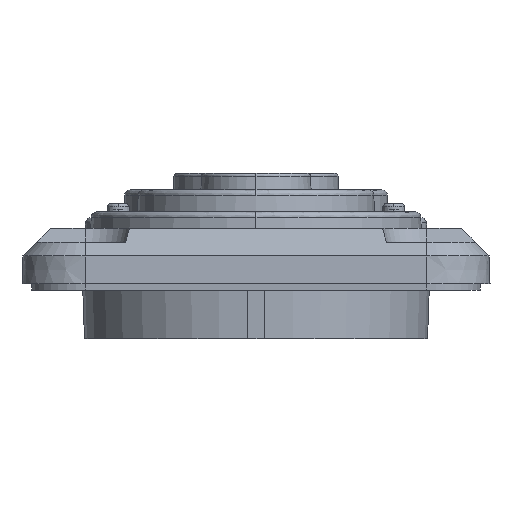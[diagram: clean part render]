
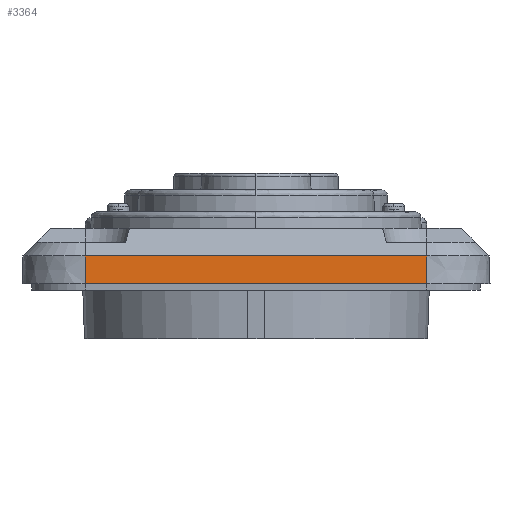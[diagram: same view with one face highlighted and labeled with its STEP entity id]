
A CAD part, left-side view. The second image highlights one B-rep face of the part: STEP entity #3364.
In plain terms, the highlighted planar face has unit normal (-0.999, 0, 0.035).
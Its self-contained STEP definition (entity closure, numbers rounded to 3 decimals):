
#628 = CARTESIAN_POINT ( 'NONE',  ( 14.538, 290.849, 0. ) ) ;
#656 = ORIENTED_EDGE ( 'NONE', *, *, #8781, .T. ) ;
#834 = DIRECTION ( 'NONE',  ( 0., -1., 0. ) ) ;
#915 = LINE ( 'NONE', #628, #2693 ) ;
#1397 = VERTEX_POINT ( 'NONE', #1703 ) ;
#1703 = CARTESIAN_POINT ( 'NONE',  ( 14.538, 290.849, 0. ) ) ;
#1867 = PLANE ( 'NONE',  #6919 ) ;
#2064 = CARTESIAN_POINT ( 'NONE',  ( 14.538, 228.849, 0. ) ) ;
#2244 = CARTESIAN_POINT ( 'NONE',  ( 14.713, 290.849, 5.003 ) ) ;
#2295 = LINE ( 'NONE', #2712, #3588 ) ;
#2693 = VECTOR ( 'NONE', #9764, 1000. ) ;
#2712 = CARTESIAN_POINT ( 'NONE',  ( 14.538, 228.849, 0. ) ) ;
#2902 = FACE_OUTER_BOUND ( 'NONE', #5524, .T. ) ;
#3183 = EDGE_CURVE ( 'NONE', #6522, #1397, #915, .T. ) ;
#3284 = EDGE_CURVE ( 'NONE', #6522, #6372, #7182, .T. ) ;
#3364 = ADVANCED_FACE ( 'NONE', ( #2902 ), #1867, .T. ) ;
#3375 = VECTOR ( 'NONE', #6042, 1000. ) ;
#3383 = VECTOR ( 'NONE', #834, 1000. ) ;
#3588 = VECTOR ( 'NONE', #8005, 1000. ) ;
#4806 = CARTESIAN_POINT ( 'NONE',  ( 14.538, 228.849, 0. ) ) ;
#5283 = EDGE_CURVE ( 'NONE', #1397, #6656, #8002, .T. ) ;
#5523 = ORIENTED_EDGE ( 'NONE', *, *, #5283, .T. ) ;
#5524 = EDGE_LOOP ( 'NONE', ( #5523, #656, #5677, #9269 ) ) ;
#5677 = ORIENTED_EDGE ( 'NONE', *, *, #3284, .F. ) ;
#6042 = DIRECTION ( 'NONE',  ( 0., -1., 0. ) ) ;
#6233 = CARTESIAN_POINT ( 'NONE',  ( 14.713, 265.599, 5.003 ) ) ;
#6372 = VERTEX_POINT ( 'NONE', #9280 ) ;
#6428 = DIRECTION ( 'NONE',  ( -0.999, 0., 0.035 ) ) ;
#6522 = VERTEX_POINT ( 'NONE', #2244 ) ;
#6656 = VERTEX_POINT ( 'NONE', #4806 ) ;
#6716 = CARTESIAN_POINT ( 'NONE',  ( 14.538, 228.849, 0. ) ) ;
#6919 = AXIS2_PLACEMENT_3D ( 'NONE', #2064, #6428, #7379 ) ;
#7182 = LINE ( 'NONE', #6233, #3383 ) ;
#7379 = DIRECTION ( 'NONE',  ( 0.035, 0., 0.999 ) ) ;
#8002 = LINE ( 'NONE', #6716, #3375 ) ;
#8005 = DIRECTION ( 'NONE',  ( 0.035, 0., 0.999 ) ) ;
#8781 = EDGE_CURVE ( 'NONE', #6656, #6372, #2295, .T. ) ;
#9269 = ORIENTED_EDGE ( 'NONE', *, *, #3183, .T. ) ;
#9280 = CARTESIAN_POINT ( 'NONE',  ( 14.713, 228.849, 5.003 ) ) ;
#9764 = DIRECTION ( 'NONE',  ( -0.035, 0., -0.999 ) ) ;
